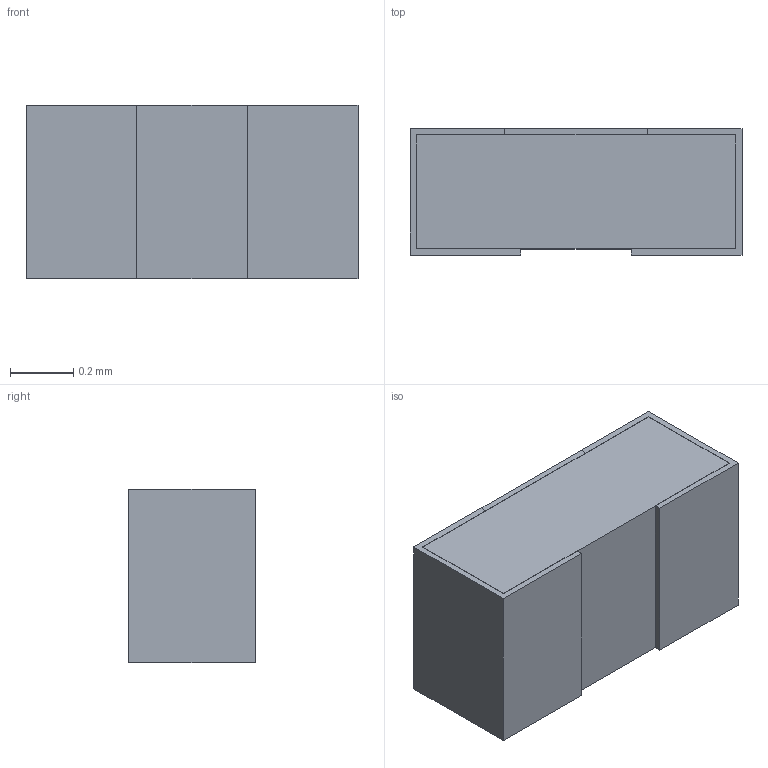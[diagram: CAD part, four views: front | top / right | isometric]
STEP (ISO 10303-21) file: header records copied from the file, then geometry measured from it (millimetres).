
FILE_DESCRIPTION((''),'2;1');
FILE_NAME('R_0402_YAGEO','2021-10-28T11:38:04',('Administrator'),(''),'CREO PARAMETRIC BY PTC INC, 2020053','CREO PARAMETRIC BY PTC INC, 2020053','');
FILE_SCHEMA(('CONFIG_CONTROL_DESIGN','SHAPE_APPEARANCE_LAYERS_GROUPS'));
Length unit declared in the file: millimetre
Products named in the file (1): R_0402_YAGEO
Bounding box: 1.05 x 0.4 x 0.55 mm (x, y, z)
Volume: 0.2 mm3; surface area: 2.5 mm2
Topology: 1 solids, 1 shells, 202 faces, 558 edges, 368 vertices
Faces by surface type: plane 202
Entity records: 7565 total; most frequent: CARTESIAN_POINT 1128, ORIENTED_EDGE 1116, DIRECTION 962, VECTOR 558, LINE 558, EDGE_CURVE 558, VERTEX_POINT 368, EDGE_LOOP 212
